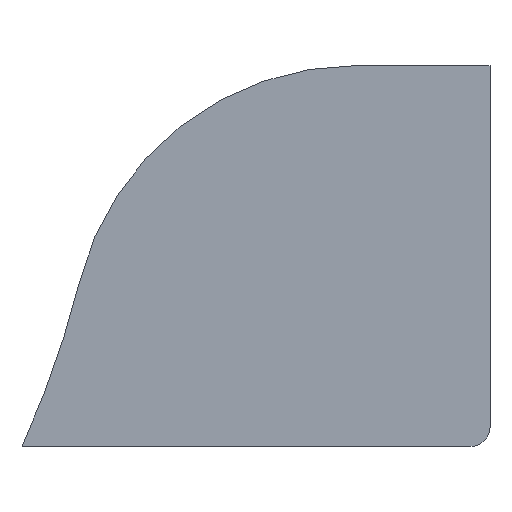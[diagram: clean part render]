
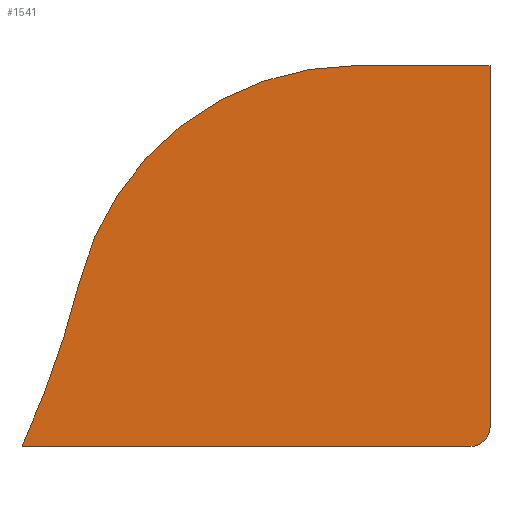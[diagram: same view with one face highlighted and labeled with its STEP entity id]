
A CAD part, front view. The second image highlights one B-rep face of the part: STEP entity #1541.
In plain terms, the highlighted planar face has unit normal (0, -1, 0).
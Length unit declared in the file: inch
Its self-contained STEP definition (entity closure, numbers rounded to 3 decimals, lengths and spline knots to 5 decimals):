
#187 = CARTESIAN_POINT ( 'NONE',  ( 0., -0.0625, 0. ) ) ;
#201 = ORIENTED_EDGE ( 'NONE', *, *, #556, .F. ) ;
#221 = CARTESIAN_POINT ( 'NONE',  ( 3.57424, -0.0625, -1.0625 ) ) ;
#237 = CARTESIAN_POINT ( 'NONE',  ( 2.34557, -0.0625, -1.0625 ) ) ;
#252 = EDGE_CURVE ( 'NONE', #2252, #500, #475, .T. ) ;
#290 = CARTESIAN_POINT ( 'NONE',  ( 0., -0.0625, 0. ) ) ;
#455 = VECTOR ( 'NONE', #1863, 39.37008 ) ;
#475 = CIRCLE ( 'NONE', #2889, 0.75 ) ;
#500 = VERTEX_POINT ( 'NONE', #1317 ) ;
#519 = VERTEX_POINT ( 'NONE', #670 ) ;
#556 = EDGE_CURVE ( 'NONE', #1348, #2100, #2248, .T. ) ;
#577 = DIRECTION ( 'NONE',  ( 0., 0., 1. ) ) ;
#651 = CIRCLE ( 'NONE', #1457, 0.05 ) ;
#670 = CARTESIAN_POINT ( 'NONE',  ( 3.57424, -0.0625, -0.0625 ) ) ;
#872 = CARTESIAN_POINT ( 'NONE',  ( 3.57424, -0.0625, -0.0625 ) ) ;
#964 = DIRECTION ( 'NONE',  ( 0., 0., 1. ) ) ;
#1101 = VERTEX_POINT ( 'NONE', #2932 ) ;
#1227 = CARTESIAN_POINT ( 'NONE',  ( 3.2242, -0.0625, -0.0625 ) ) ;
#1314 = LINE ( 'NONE', #872, #1501 ) ;
#1317 = CARTESIAN_POINT ( 'NONE',  ( 2.49694, -0.0625, -0.62923 ) ) ;
#1347 = ORIENTED_EDGE ( 'NONE', *, *, #2567, .F. ) ;
#1348 = VERTEX_POINT ( 'NONE', #2568 ) ;
#1404 = AXIS2_PLACEMENT_3D ( 'NONE', #290, #1654, #2551 ) ;
#1451 = DIRECTION ( 'NONE',  ( 0., 1., 0. ) ) ;
#1457 = AXIS2_PLACEMENT_3D ( 'NONE', #2832, #1705, #2605 ) ;
#1501 = VECTOR ( 'NONE', #2824, 39.37008 ) ;
#1515 = ORIENTED_EDGE ( 'NONE', *, *, #2544, .T. ) ;
#1531 = FACE_OUTER_BOUND ( 'NONE', #2613, .T. ) ;
#1541 = ADVANCED_FACE ( 'NONE', ( #1531 ), #2152, .F. ) ;
#1579 = ORIENTED_EDGE ( 'NONE', *, *, #2213, .F. ) ;
#1654 = DIRECTION ( 'NONE',  ( 0., -1., 0. ) ) ;
#1690 = CARTESIAN_POINT ( 'NONE',  ( 3.2242, -0.0625, -0.8125 ) ) ;
#1705 = DIRECTION ( 'NONE',  ( 0., -1., 0. ) ) ;
#1764 = LINE ( 'NONE', #2419, #2683 ) ;
#1863 = DIRECTION ( 'NONE',  ( -1., 0., 0. ) ) ;
#2100 = VERTEX_POINT ( 'NONE', #237 ) ;
#2152 = PLANE ( 'NONE',  #2407 ) ;
#2186 = DIRECTION ( 'NONE',  ( 1., 0., 0. ) ) ;
#2213 = EDGE_CURVE ( 'NONE', #2100, #500, #2349, .T. ) ;
#2248 = LINE ( 'NONE', #221, #455 ) ;
#2252 = VERTEX_POINT ( 'NONE', #1227 ) ;
#2308 = ORIENTED_EDGE ( 'NONE', *, *, #2865, .F. ) ;
#2349 = CIRCLE ( 'NONE', #1404, 2.575 ) ;
#2407 = AXIS2_PLACEMENT_3D ( 'NONE', #187, #1451, #577 ) ;
#2419 = CARTESIAN_POINT ( 'NONE',  ( 2.57424, -0.0625, -0.0625 ) ) ;
#2544 = EDGE_CURVE ( 'NONE', #1348, #1101, #651, .T. ) ;
#2551 = DIRECTION ( 'NONE',  ( 0., 0., 1. ) ) ;
#2567 = EDGE_CURVE ( 'NONE', #2252, #519, #1764, .T. ) ;
#2568 = CARTESIAN_POINT ( 'NONE',  ( 3.52424, -0.0625, -1.0625 ) ) ;
#2593 = DIRECTION ( 'NONE',  ( 0., -1., 0. ) ) ;
#2605 = DIRECTION ( 'NONE',  ( 0., 0., 1. ) ) ;
#2613 = EDGE_LOOP ( 'NONE', ( #201, #1515, #2308, #1347, #2922, #1579 ) ) ;
#2683 = VECTOR ( 'NONE', #2186, 39.37008 ) ;
#2824 = DIRECTION ( 'NONE',  ( 0., 0., -1. ) ) ;
#2832 = CARTESIAN_POINT ( 'NONE',  ( 3.52424, -0.0625, -1.0125 ) ) ;
#2865 = EDGE_CURVE ( 'NONE', #519, #1101, #1314, .T. ) ;
#2889 = AXIS2_PLACEMENT_3D ( 'NONE', #1690, #2593, #964 ) ;
#2922 = ORIENTED_EDGE ( 'NONE', *, *, #252, .T. ) ;
#2932 = CARTESIAN_POINT ( 'NONE',  ( 3.57424, -0.0625, -1.0125 ) ) ;
